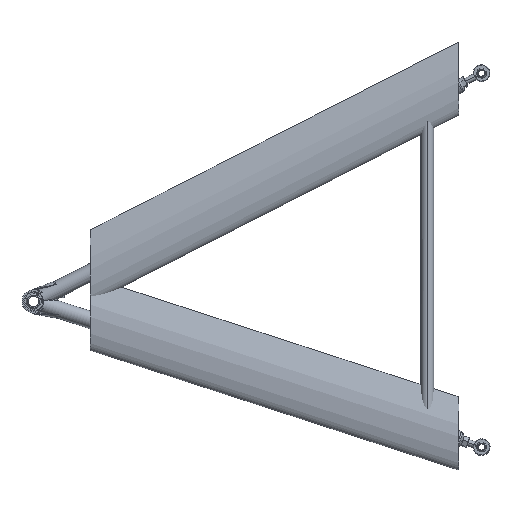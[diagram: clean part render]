
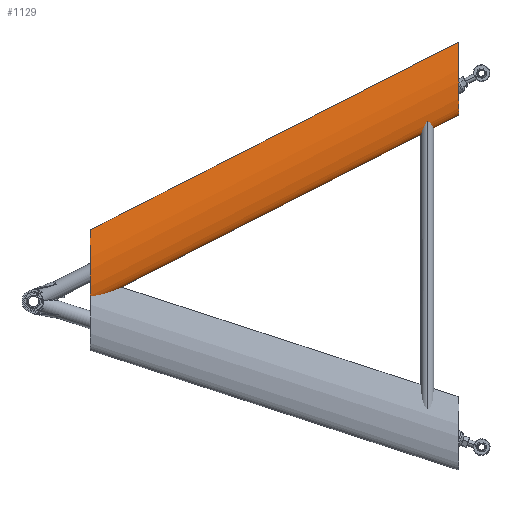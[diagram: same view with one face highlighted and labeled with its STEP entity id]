
A CAD part, front view. The second image highlights one B-rep face of the part: STEP entity #1129.
In plain terms, the highlighted free-form (B-spline) face has degree [3, 1] with [6, 2] control points.
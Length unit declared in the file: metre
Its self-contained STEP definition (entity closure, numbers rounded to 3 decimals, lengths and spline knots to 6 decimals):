
#394 = CARTESIAN_POINT ( 'NONE',  ( 0.641012, 0., 0.391209 ) ) ;
#478 = EDGE_CURVE ( 'NONE', #5834, #8246, #3502, .T. ) ;
#509 = CARTESIAN_POINT ( 'NONE',  ( 0.641012, -0.008839, 0.280864 ) ) ;
#584 = CARTESIAN_POINT ( 'NONE',  ( 0.08542, -0.008839, -0.002224 ) ) ;
#601 = CARTESIAN_POINT ( 'NONE',  ( 0.641012, -0.00382, 0.37654 ) ) ;
#605 = CARTESIAN_POINT ( 'NONE',  ( 0.641012, -0.00382, 0.37654 ) ) ;
#872 = CARTESIAN_POINT ( 'NONE',  ( 0.08542, 0., 0.108121 ) ) ;
#1129 = ADVANCED_FACE ( 'NONE', ( #5234 ), #2517, .F. ) ;
#1350 = DIRECTION ( 'NONE',  ( -0.891, 0., -0.454 ) ) ;
#1367 = CARTESIAN_POINT ( 'NONE',  ( 0.08542, -0.013809, 0.028794 ) ) ;
#1844 = ORIENTED_EDGE ( 'NONE', *, *, #7312, .T. ) ;
#2517 = B_SPLINE_SURFACE_WITH_KNOTS ( 'NONE', 3, 1, ( 
 ( #394, #10587 ),
 ( #601, #7390 ),
 ( #12769, #6429 ),
 ( #6199, #1367 ),
 ( #8273, #584 ),
 ( #9721, #4209 ) ),
 .UNSPECIFIED., .F., .F., .F.,
 ( 4, 1, 1, 4 ),
 ( 2, 2 ),
 ( 0., 0.567386, 0.667386, 1. ),
 ( 0., 1. ),
 .UNSPECIFIED. ) ;
#3383 = EDGE_LOOP ( 'NONE', ( #14049, #3615, #11158, #1844 ) ) ;
#3502 = B_SPLINE_CURVE_WITH_KNOTS ( 'NONE', 3,
 ( #13824, #605, #12728, #6994, #509, #7040 ),
 .UNSPECIFIED., .F., .F.,
 ( 4, 1, 1, 4 ),
 ( 0., 0.567386, 0.667386, 1. ),
 .UNSPECIFIED. ) ;
#3615 = ORIENTED_EDGE ( 'NONE', *, *, #13667, .F. ) ;
#4209 = CARTESIAN_POINT ( 'NONE',  ( 0.08542, 0., -0.002224 ) ) ;
#4286 = VECTOR ( 'NONE', #5364, 1. ) ;
#5055 = EDGE_CURVE ( 'NONE', #9000, #6536, #14043, .T. ) ;
#5234 = FACE_OUTER_BOUND ( 'NONE', #3383, .T. ) ;
#5364 = DIRECTION ( 'NONE',  ( -0.891, 0., -0.454 ) ) ;
#5424 = CARTESIAN_POINT ( 'NONE',  ( 0.641012, 0., 0.280864 ) ) ;
#5834 = VERTEX_POINT ( 'NONE', #9772 ) ;
#6199 = CARTESIAN_POINT ( 'NONE',  ( 0.641012, -0.013809, 0.311882 ) ) ;
#6429 = CARTESIAN_POINT ( 'NONE',  ( 0.08542, -0.013954, 0.07218 ) ) ;
#6536 = VERTEX_POINT ( 'NONE', #10111 ) ;
#6852 = CARTESIAN_POINT ( 'NONE',  ( 0.08542, -0.013809, 0.028794 ) ) ;
#6994 = CARTESIAN_POINT ( 'NONE',  ( 0.641012, -0.013809, 0.311882 ) ) ;
#7040 = CARTESIAN_POINT ( 'NONE',  ( 0.641012, 0., 0.280864 ) ) ;
#7312 = EDGE_CURVE ( 'NONE', #5834, #9000, #8812, .T. ) ;
#7390 = CARTESIAN_POINT ( 'NONE',  ( 0.08542, -0.00382, 0.093451 ) ) ;
#7665 = CARTESIAN_POINT ( 'NONE',  ( 0.08542, 0., -0.002224 ) ) ;
#7896 = VECTOR ( 'NONE', #1350, 1. ) ;
#8246 = VERTEX_POINT ( 'NONE', #5424 ) ;
#8273 = CARTESIAN_POINT ( 'NONE',  ( 0.641012, -0.008839, 0.280864 ) ) ;
#8321 = CARTESIAN_POINT ( 'NONE',  ( 0.641012, 0., 0.391209 ) ) ;
#8812 = LINE ( 'NONE', #8321, #7896 ) ;
#9000 = VERTEX_POINT ( 'NONE', #872 ) ;
#9721 = CARTESIAN_POINT ( 'NONE',  ( 0.641012, 0., 0.280864 ) ) ;
#9772 = CARTESIAN_POINT ( 'NONE',  ( 0.641012, 0., 0.391209 ) ) ;
#10111 = CARTESIAN_POINT ( 'NONE',  ( 0.08542, 0., -0.002224 ) ) ;
#10395 = CARTESIAN_POINT ( 'NONE',  ( 0.641012, 0., 0.280864 ) ) ;
#10587 = CARTESIAN_POINT ( 'NONE',  ( 0.08542, 0., 0.108121 ) ) ;
#11158 = ORIENTED_EDGE ( 'NONE', *, *, #478, .F. ) ;
#11723 = CARTESIAN_POINT ( 'NONE',  ( 0.08542, 0., 0.108121 ) ) ;
#11794 = LINE ( 'NONE', #10395, #4286 ) ;
#12313 = CARTESIAN_POINT ( 'NONE',  ( 0.08542, -0.00382, 0.093451 ) ) ;
#12728 = CARTESIAN_POINT ( 'NONE',  ( 0.641012, -0.013954, 0.355269 ) ) ;
#12769 = CARTESIAN_POINT ( 'NONE',  ( 0.641012, -0.013954, 0.355269 ) ) ;
#13437 = CARTESIAN_POINT ( 'NONE',  ( 0.08542, -0.008839, -0.002224 ) ) ;
#13440 = CARTESIAN_POINT ( 'NONE',  ( 0.08542, -0.013954, 0.07218 ) ) ;
#13667 = EDGE_CURVE ( 'NONE', #8246, #6536, #11794, .T. ) ;
#13824 = CARTESIAN_POINT ( 'NONE',  ( 0.641012, 0., 0.391209 ) ) ;
#14043 = B_SPLINE_CURVE_WITH_KNOTS ( 'NONE', 3,
 ( #11723, #12313, #13440, #6852, #13437, #7665 ),
 .UNSPECIFIED., .F., .F.,
 ( 4, 1, 1, 4 ),
 ( 0., 0.567386, 0.667386, 1. ),
 .UNSPECIFIED. ) ;
#14049 = ORIENTED_EDGE ( 'NONE', *, *, #5055, .T. ) ;
